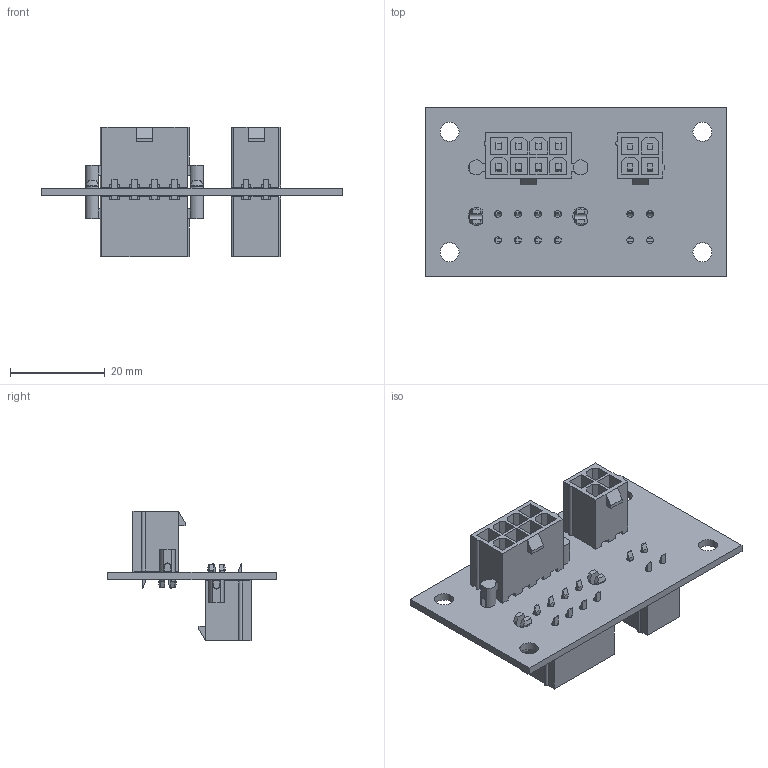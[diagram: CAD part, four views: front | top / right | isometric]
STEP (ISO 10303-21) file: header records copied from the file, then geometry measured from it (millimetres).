
FILE_DESCRIPTION(('KiCad electronic assembly'),'2;1');
FILE_NAME('ABSIS_Bulkhead_Connector.step','2021-11-10T12:23:20',( 'An Author'),('A Company'),'Open CASCADE STEP processor 6.9', 'KiCad to STEP converter','Unknown');
FILE_SCHEMA(('AUTOMOTIVE_DESIGN { 1 0 10303 214 1 1 1 1 }'));
Length unit declared in the file: millimetre
Products named in the file (6): Open CASCADE STEP translator 6.9 1; 39281043; SOLID; 39299083; COMPOUND
Assembly tree (7 placements, depth 3):
  Open CASCADE STEP translator 6.9 1
    39281043  x2
      SOLID
    39299083  x2
      SOLID
    COMPOUND
Bounding box: 63.5 x 35.56 x 27.3 mm (x, y, z)
Volume: 7726.6 mm3; surface area: 13007.7 mm2
Topology: 5 solids, 5 shells, 852 faces, 2272 edges, 1504 vertices
Faces by surface type: plane 780, cylinder 64, cone 8
Full cylindrical faces by diameter (mm): 1.4 x24, 3 x4, 4 x4
Entity records: 30075 total; most frequent: CARTESIAN_POINT 5839, DIRECTION 4446, LINE 3322, VECTOR 3322, ORIENTED_EDGE 2380, PCURVE 2380, DEFINITIONAL_REPRESENTATION 2380, EDGE_CURVE 1190
